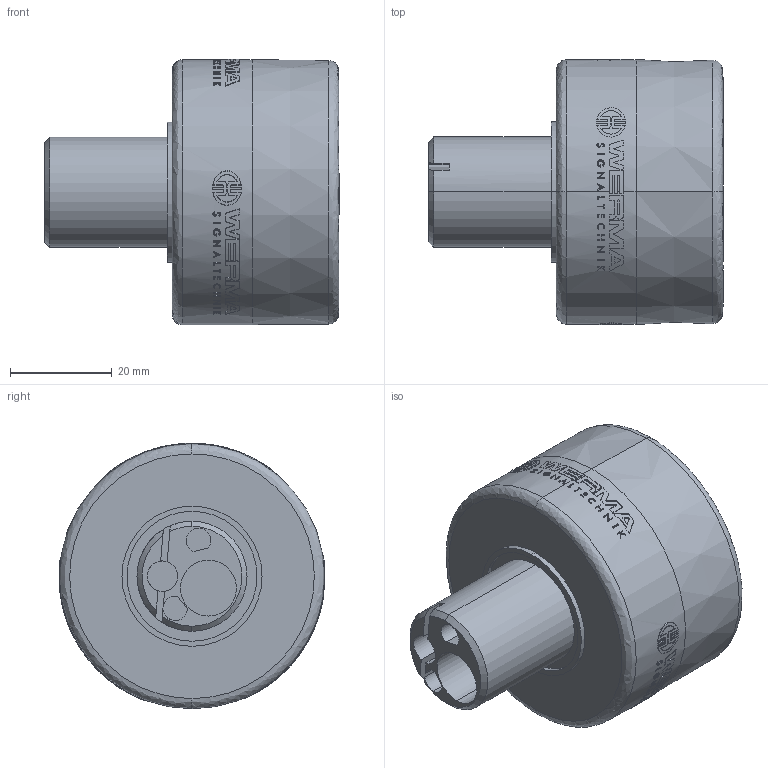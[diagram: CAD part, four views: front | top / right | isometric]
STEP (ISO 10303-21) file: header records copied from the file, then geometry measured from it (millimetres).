
FILE_DESCRIPTION (( 'STEP AP214' ), '1' );
FILE_NAME ('84500000.step', '2016-03-14T14:18:54', ( '' ), ( '' ), 'SwSTEP 2.0', 'SolidWorks 2015', '' );
FILE_SCHEMA (( 'AUTOMOTIVE_DESIGN' ));
Length unit declared in the file: inch
Products named in the file (1): 84500000
Bounding box: 57.8 x 52.2 x 52.1 mm (x, y, z)
Volume: 53910.7 mm3; surface area: 30241.5 mm2
Topology: 2 solids, 2 shells, 1069 faces, 2878 edges, 1916 vertices
Faces by surface type: plane 740, cylinder 317, cone 6, bspline 4, torus 2
Entity records: 50273 total; most frequent: CARTESIAN_POINT 10203, ORIENTED_EDGE 5756, DIRECTION 5038, EDGE_CURVE 2878, VERTEX_POINT 1916, LINE 1698, VECTOR 1698, AXIS2_PLACEMENT_3D 1670
